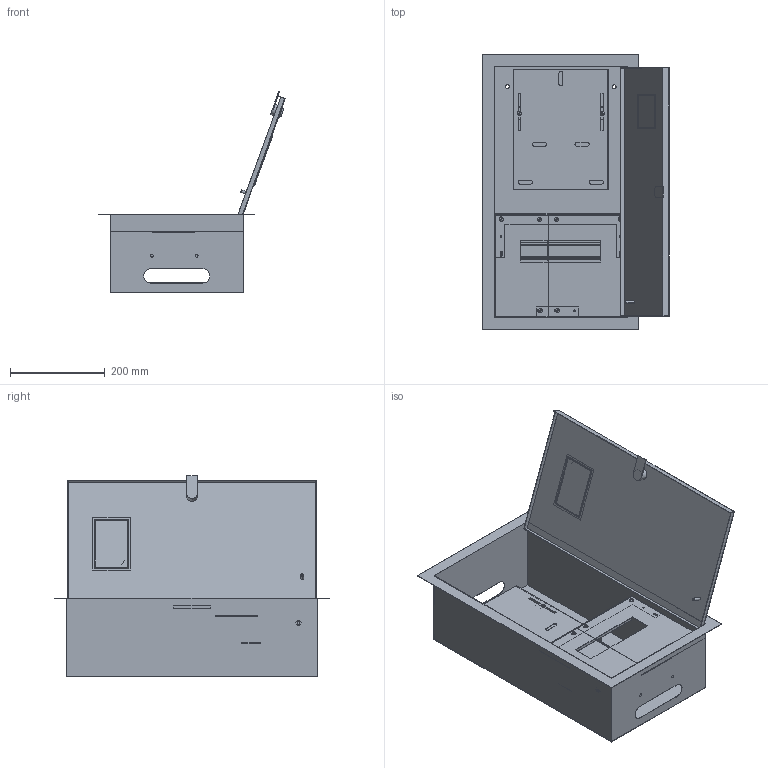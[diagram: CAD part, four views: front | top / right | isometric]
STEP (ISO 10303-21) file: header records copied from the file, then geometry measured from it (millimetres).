
FILE_DESCRIPTION (( 'STEP AP214' ), '1' );
FILE_NAME ('ShURV-3_9zo-1.STEP', '2017-01-09T09:08:16', ( 'user' ), ( '' ), 'SwSTEP 2.0', 'SolidWorks 2014', '' );
FILE_SCHEMA (( 'AUTOMOTIVE_DESIGN' ));
Length unit declared in the file: millimetre
Products named in the file (9): Dver_SHURV_1_9; Panel; ShURV-3_9zo-1; Panel_Prav; DIN-Reika_5; Panel_Lev; SC GOST 17473_gost_‚¨­â A.M5x10 ƒŽ‘’ 17473-80; Obolochka_SHURV_1_9; STEKLO_IEK
Assembly tree (17 placements, depth 2):
  ShURV-3_9zo-1
    Obolochka_SHURV_1_9
    DIN-Reika_5
    Panel
    Panel_Lev
    Panel_Prav
    Dver_SHURV_1_9
    STEKLO_IEK
    SC GOST 17473_gost_‚¨­â A.M5x10 ƒŽ‘’ 17473-80  x10
Bounding box: 394.31 x 580 x 424.81 mm (x, y, z)
Volume: 705297.2 mm3; surface area: 1556590.9 mm2
Topology: 20 solids, 20 shells, 443 faces, 1088 edges, 710 vertices
Faces by surface type: plane 287, cylinder 126, sphere 20, cone 10
Entity records: 11630 total; most frequent: DIRECTION 1928, CARTESIAN_POINT 1910, ORIENTED_EDGE 1852, EDGE_CURVE 926, VECTOR 688, LINE 688, AXIS2_PLACEMENT_3D 620, VERTEX_POINT 602
